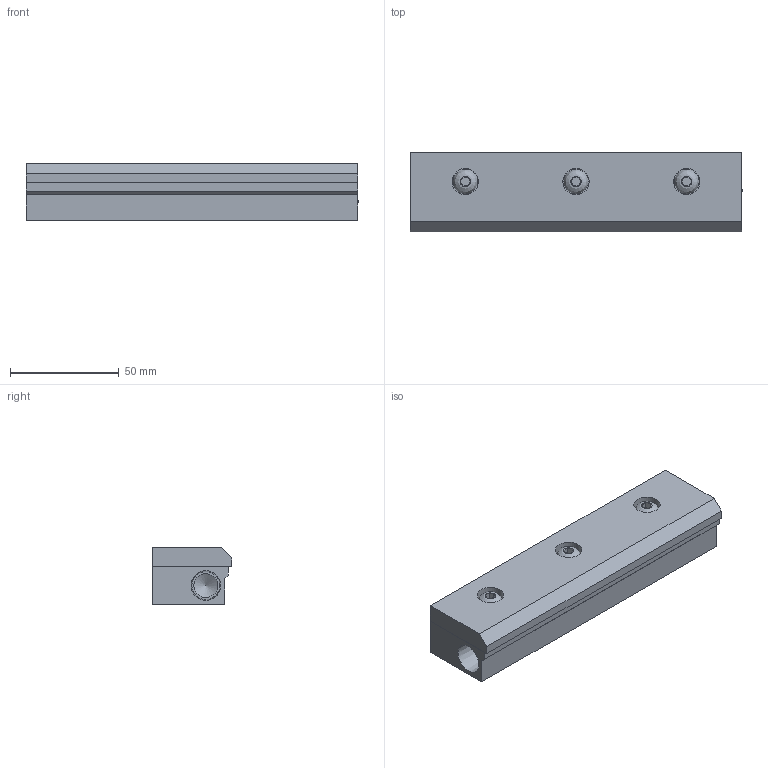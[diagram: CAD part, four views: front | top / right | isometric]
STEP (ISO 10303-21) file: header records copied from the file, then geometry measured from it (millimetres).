
FILE_DESCRIPTION((''),'2;1');
FILE_NAME('110006ss.stp','2010-04-27T10:22:59',('michael witt'),(''),'Autodesk Inventor 2010','Autodesk Inventor 2010','');
FILE_SCHEMA(('AUTOMOTIVE_DESIGN { 1 0 10303 214 1 1 1 1 }'));
Length unit declared in the file: inch
Products named in the file (6): Assembly6; Part54; Part56; Part58; Part60; Part62
Assembly tree (5 placements, depth 2):
  Assembly6
    Part54
    Part56
    Part58
    Part60
    Part62
Bounding box: 152.4 x 36.51 x 26.2 mm (x, y, z)
Volume: 128040.5 mm3; surface area: 36634.4 mm2
Topology: 5 solids, 5 shells, 85 faces, 185 edges, 123 vertices
Faces by surface type: plane 51, cylinder 18, cone 9, bspline 7
Full cylindrical faces by diameter (mm): 5.182 x3, 6.35 x3, 7.163 x3, 10.999 x3, 11.1 x3, 12.065 x3
Entity records: 2436 total; most frequent: CARTESIAN_POINT 535, DIRECTION 373, ORIENTED_EDGE 282, EDGE_LOOP 147, AXIS2_PLACEMENT_3D 143, EDGE_CURVE 141, VERTEX_POINT 112, VECTOR 87
